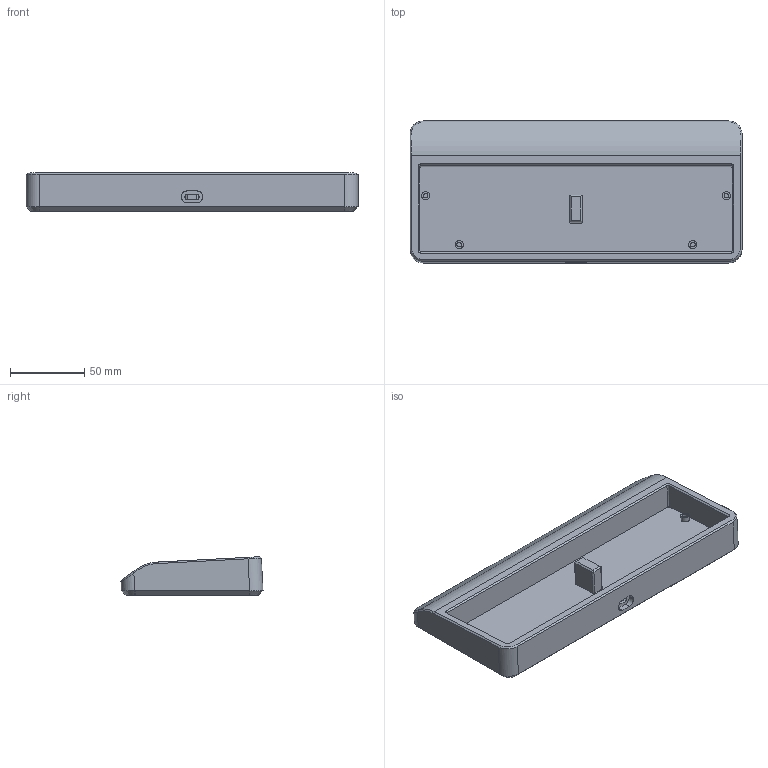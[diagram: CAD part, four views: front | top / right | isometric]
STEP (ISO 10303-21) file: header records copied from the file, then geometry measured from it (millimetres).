
FILE_DESCRIPTION(/* description */ (''),/* implementation_level */ '2;1');
FILE_NAME(/* name */ 'SK-Tsuru.step',/* time_stamp */ '2024-05-31T18:12:18-07:00',/* author */ (''),/* organization */ (''),/* preprocessor_version */ 'ST-DEVELOPER v20',/* originating_system */ 'Autodesk Translation Framework v13.14.0.145',/* authorisation */ '');
FILE_SCHEMA (('AUTOMOTIVE_DESIGN { 1 0 10303 214 3 1 1 }'));
Length unit declared in the file: millimetre
Products named in the file (1): SK-Tsuru
Bounding box: 223.4 x 95.61 x 25.96 mm (x, y, z)
Volume: 255261.4 mm3; surface area: 64513.1 mm2
Topology: 1 solids, 1 shells, 104 faces, 240 edges, 144 vertices
Faces by surface type: plane 51, cylinder 29, cone 12, bspline 12
Full cylindrical faces by diameter (mm): 3.2 x4, 5.5 x4
Entity records: 3149 total; most frequent: CARTESIAN_POINT 821, ORIENTED_EDGE 472, DIRECTION 458, EDGE_CURVE 236, AXIS2_PLACEMENT_3D 153, LINE 152, VECTOR 152, VERTEX_POINT 144
